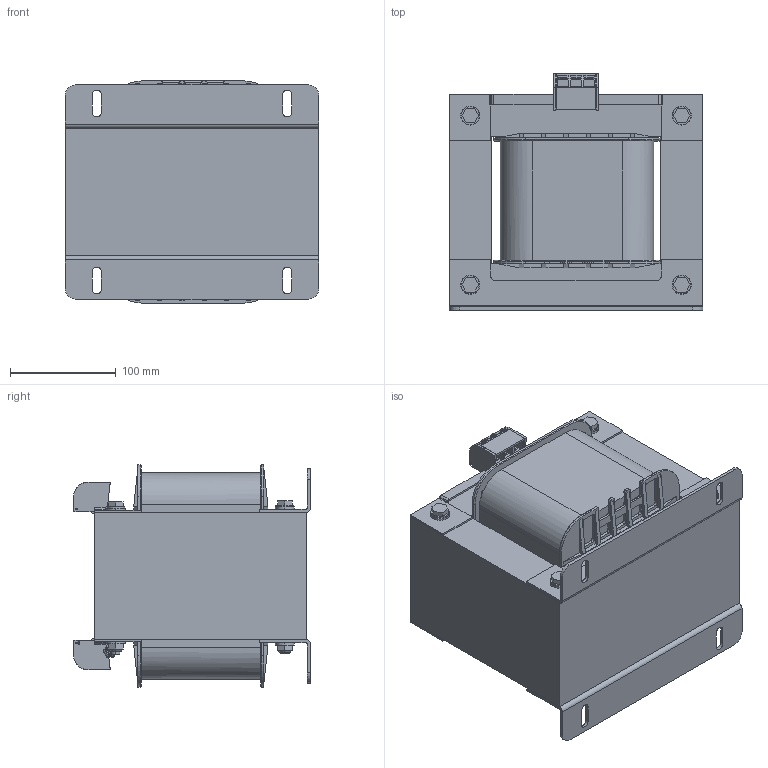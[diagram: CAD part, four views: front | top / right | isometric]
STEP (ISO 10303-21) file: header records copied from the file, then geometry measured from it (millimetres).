
FILE_DESCRIPTION((''),'2;1');
FILE_NAME('ASM0001_ASM','2024-09-24T',('Administrator'),(''),'PRO/ENGINEER BY PARAMETRIC TECHNOLOGY CORPORATION, 2008380','PRO/ENGINEER BY PARAMETRIC TECHNOLOGY CORPORATION, 2008380','');
FILE_SCHEMA(('CONFIG_CONTROL_DESIGN'));
Length unit declared in the file: millimetre
Products named in the file (13): PRT0002; PRT0001; PRT0003; PRT0004; PRT0005; SHANGJIAOJIA; PRT0006; PRT0007; PRT0008; SANJIE_3; SANJIEGAI_2; PRT0011_1; ASM0001_ASM
Assembly tree (29 placements, depth 2):
  ASM0001_ASM
    PRT0002
    PRT0001
    PRT0003  x2
    PRT0004  x2
    PRT0005
    SHANGJIAOJIA
    PRT0006  x8
    PRT0007  x4
    PRT0008  x4
    SANJIE_3  x2
    SANJIEGAI_2  x2
    PRT0011_1
Bounding box: 240 x 223.7 x 210 mm (x, y, z)
Volume: 6899192.4 mm3; surface area: 618465 mm2
Topology: 29 solids, 29 shells, 1222 faces, 3272 edges, 2152 vertices
Faces by surface type: plane 819, cylinder 355, torus 37, bspline 11
Entity records: 26171 total; most frequent: CARTESIAN_POINT 4703, DIRECTION 4472, ORIENTED_EDGE 4394, EDGE_CURVE 2197, VECTOR 1590, LINE 1590, AXIS2_PLACEMENT_3D 1441, VERTEX_POINT 1433
